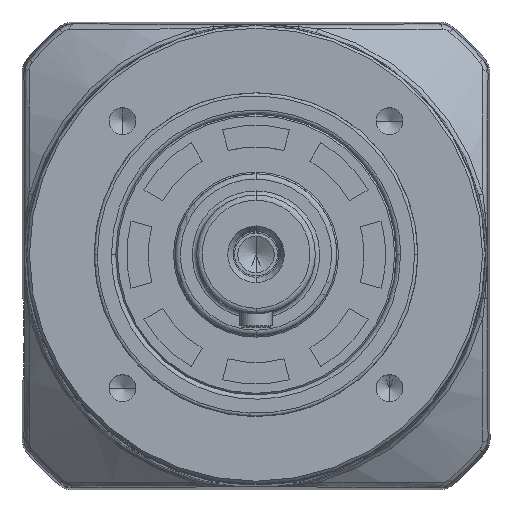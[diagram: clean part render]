
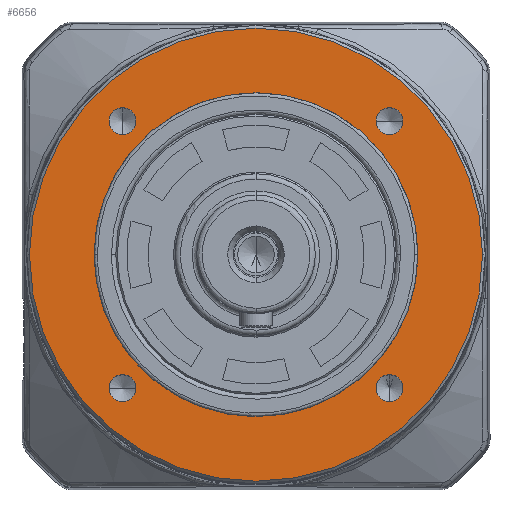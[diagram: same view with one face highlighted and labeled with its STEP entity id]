
A CAD part, top view. The second image highlights one B-rep face of the part: STEP entity #6656.
In plain terms, the highlighted planar face has unit normal (0, 0, 1).
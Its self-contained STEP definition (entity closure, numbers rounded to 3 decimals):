
#893 = CARTESIAN_POINT ( 'NONE',  ( -42., 0., 41.5 ) ) ;
#1270 = VERTEX_POINT ( 'NONE', #37791 ) ;
#1885 = VERTEX_POINT ( 'NONE', #21921 ) ;
#2003 = EDGE_CURVE ( 'NONE', #1885, #30856, #4840, .T. ) ;
#2206 = CARTESIAN_POINT ( 'NONE',  ( 0., 0., 41.5 ) ) ;
#3294 = CARTESIAN_POINT ( 'NONE',  ( 0., 0., 41.5 ) ) ;
#3757 = EDGE_LOOP ( 'NONE', ( #51275, #48599 ) ) ;
#4588 = AXIS2_PLACEMENT_3D ( 'NONE', #12562, #40758, #16678 ) ;
#4840 = CIRCLE ( 'NONE', #43612, 2.5 ) ;
#4853 = EDGE_LOOP ( 'NONE', ( #43791, #11386 ) ) ;
#5728 = CIRCLE ( 'NONE', #21114, 2.5 ) ;
#6281 = DIRECTION ( 'NONE',  ( 0., 0., 1. ) ) ;
#6656 = ADVANCED_FACE ( 'NONE', ( #33324, #33515, #32711, #33569, #33472, #33620 ), #27211, .T. ) ;
#6948 = VERTEX_POINT ( 'NONE', #893 ) ;
#7373 = DIRECTION ( 'NONE',  ( -1., 0., 0. ) ) ;
#8349 = EDGE_LOOP ( 'NONE', ( #18897, #26362 ) ) ;
#8542 = ORIENTED_EDGE ( 'NONE', *, *, #32787, .T. ) ;
#10285 = DIRECTION ( 'NONE',  ( 1., 0., 0. ) ) ;
#10293 = DIRECTION ( 'NONE',  ( 0., 0., -1. ) ) ;
#10345 = CARTESIAN_POINT ( 'NONE',  ( 24.749, -24.749, 41.5 ) ) ;
#10905 = DIRECTION ( 'NONE',  ( 1., 0., 0. ) ) ;
#11245 = VERTEX_POINT ( 'NONE', #45252 ) ;
#11341 = VERTEX_POINT ( 'NONE', #36273 ) ;
#11386 = ORIENTED_EDGE ( 'NONE', *, *, #42608, .F. ) ;
#12288 = AXIS2_PLACEMENT_3D ( 'NONE', #10345, #10293, #10285 ) ;
#12562 = CARTESIAN_POINT ( 'NONE',  ( 0., 0., 41.5 ) ) ;
#12601 = CIRCLE ( 'NONE', #12288, 2.5 ) ;
#12947 = CARTESIAN_POINT ( 'NONE',  ( 0., 0., 41.5 ) ) ;
#14378 = EDGE_CURVE ( 'NONE', #1270, #48343, #5728, .T. ) ;
#14384 = CARTESIAN_POINT ( 'NONE',  ( -24.749, -24.749, 41.5 ) ) ;
#15367 = AXIS2_PLACEMENT_3D ( 'NONE', #42371, #42363, #42300 ) ;
#15525 = CIRCLE ( 'NONE', #4588, 42. ) ;
#15736 = AXIS2_PLACEMENT_3D ( 'NONE', #39193, #39183, #39074 ) ;
#16388 = CIRCLE ( 'NONE', #37420, 30. ) ;
#16678 = DIRECTION ( 'NONE',  ( -1., 0., 0. ) ) ;
#17077 = DIRECTION ( 'NONE',  ( 1., 0., 0. ) ) ;
#17161 = AXIS2_PLACEMENT_3D ( 'NONE', #14384, #42546, #18522 ) ;
#18522 = DIRECTION ( 'NONE',  ( 1., 0., 0. ) ) ;
#18897 = ORIENTED_EDGE ( 'NONE', *, *, #2003, .T. ) ;
#19585 = CIRCLE ( 'NONE', #15736, 2.5 ) ;
#19673 = DIRECTION ( 'NONE',  ( 1., 0., 0. ) ) ;
#19734 = DIRECTION ( 'NONE',  ( 0., 0., -1. ) ) ;
#19743 = CARTESIAN_POINT ( 'NONE',  ( -24.749, 24.749, 41.5 ) ) ;
#19986 = AXIS2_PLACEMENT_3D ( 'NONE', #3294, #31755, #7373 ) ;
#21114 = AXIS2_PLACEMENT_3D ( 'NONE', #24090, #23980, #10905 ) ;
#21921 = CARTESIAN_POINT ( 'NONE',  ( -22.249, 24.749, 41.5 ) ) ;
#23048 = ORIENTED_EDGE ( 'NONE', *, *, #35562, .T. ) ;
#23780 = ORIENTED_EDGE ( 'NONE', *, *, #36412, .T. ) ;
#23980 = DIRECTION ( 'NONE',  ( 0., 0., -1. ) ) ;
#24090 = CARTESIAN_POINT ( 'NONE',  ( 24.749, 24.749, 41.5 ) ) ;
#24595 = ORIENTED_EDGE ( 'NONE', *, *, #51064, .T. ) ;
#26015 = CIRCLE ( 'NONE', #19986, 42. ) ;
#26362 = ORIENTED_EDGE ( 'NONE', *, *, #34624, .T. ) ;
#27211 = PLANE ( 'NONE',  #32219 ) ;
#27305 = EDGE_CURVE ( 'NONE', #32751, #48610, #49046, .T. ) ;
#28088 = AXIS2_PLACEMENT_3D ( 'NONE', #40341, #40329, #40290 ) ;
#28496 = DIRECTION ( 'NONE',  ( 1., 0., 0. ) ) ;
#28510 = DIRECTION ( 'NONE',  ( 0., 0., -1. ) ) ;
#28568 = CARTESIAN_POINT ( 'NONE',  ( 24.749, 24.749, 41.5 ) ) ;
#28855 = CIRCLE ( 'NONE', #31246, 2.5 ) ;
#28972 = AXIS2_PLACEMENT_3D ( 'NONE', #45689, #45682, #45628 ) ;
#30461 = EDGE_LOOP ( 'NONE', ( #33739, #32145 ) ) ;
#30856 = VERTEX_POINT ( 'NONE', #32973 ) ;
#31103 = EDGE_LOOP ( 'NONE', ( #24595, #8542 ) ) ;
#31246 = AXIS2_PLACEMENT_3D ( 'NONE', #28568, #28510, #28496 ) ;
#31444 = EDGE_CURVE ( 'NONE', #48343, #1270, #28855, .T. ) ;
#31755 = DIRECTION ( 'NONE',  ( 0., 0., -1. ) ) ;
#31869 = CIRCLE ( 'NONE', #28972, 2.5 ) ;
#32145 = ORIENTED_EDGE ( 'NONE', *, *, #31444, .T. ) ;
#32219 = AXIS2_PLACEMENT_3D ( 'NONE', #2206, #6281, #42286 ) ;
#32711 = FACE_BOUND ( 'NONE', #30461, .T. ) ;
#32751 = VERTEX_POINT ( 'NONE', #47523 ) ;
#32787 = EDGE_CURVE ( 'NONE', #37324, #11245, #31869, .T. ) ;
#32827 = CARTESIAN_POINT ( 'NONE',  ( -30., 0., 41.5 ) ) ;
#32973 = CARTESIAN_POINT ( 'NONE',  ( -27.249, 24.749, 41.5 ) ) ;
#33324 = FACE_BOUND ( 'NONE', #3757, .T. ) ;
#33359 = CARTESIAN_POINT ( 'NONE',  ( 27.249, -24.749, 41.5 ) ) ;
#33472 = FACE_BOUND ( 'NONE', #31103, .T. ) ;
#33515 = FACE_OUTER_BOUND ( 'NONE', #4853, .T. ) ;
#33569 = FACE_BOUND ( 'NONE', #47598, .T. ) ;
#33620 = FACE_BOUND ( 'NONE', #8349, .T. ) ;
#33739 = ORIENTED_EDGE ( 'NONE', *, *, #14378, .T. ) ;
#34228 = CARTESIAN_POINT ( 'NONE',  ( -27.249, -24.749, 41.5 ) ) ;
#34369 = VERTEX_POINT ( 'NONE', #47780 ) ;
#34624 = EDGE_CURVE ( 'NONE', #30856, #1885, #39216, .T. ) ;
#35562 = EDGE_CURVE ( 'NONE', #11341, #37901, #12601, .T. ) ;
#36273 = CARTESIAN_POINT ( 'NONE',  ( 22.249, -24.749, 41.5 ) ) ;
#36412 = EDGE_CURVE ( 'NONE', #37901, #11341, #19585, .T. ) ;
#37324 = VERTEX_POINT ( 'NONE', #34228 ) ;
#37420 = AXIS2_PLACEMENT_3D ( 'NONE', #12947, #41143, #17077 ) ;
#37791 = CARTESIAN_POINT ( 'NONE',  ( 27.249, 24.749, 41.5 ) ) ;
#37901 = VERTEX_POINT ( 'NONE', #33359 ) ;
#37925 = CARTESIAN_POINT ( 'NONE',  ( 22.249, 24.749, 41.5 ) ) ;
#38965 = CIRCLE ( 'NONE', #17161, 2.5 ) ;
#39074 = DIRECTION ( 'NONE',  ( 1., 0., 0. ) ) ;
#39183 = DIRECTION ( 'NONE',  ( 0., 0., -1. ) ) ;
#39193 = CARTESIAN_POINT ( 'NONE',  ( 24.749, -24.749, 41.5 ) ) ;
#39216 = CIRCLE ( 'NONE', #15367, 2.5 ) ;
#40290 = DIRECTION ( 'NONE',  ( 1., 0., 0. ) ) ;
#40329 = DIRECTION ( 'NONE',  ( 0., 0., -1. ) ) ;
#40341 = CARTESIAN_POINT ( 'NONE',  ( 0., 0., 41.5 ) ) ;
#40758 = DIRECTION ( 'NONE',  ( 0., 0., -1. ) ) ;
#41143 = DIRECTION ( 'NONE',  ( 0., 0., -1. ) ) ;
#42286 = DIRECTION ( 'NONE',  ( 1., 0., 0. ) ) ;
#42300 = DIRECTION ( 'NONE',  ( 1., 0., 0. ) ) ;
#42363 = DIRECTION ( 'NONE',  ( 0., 0., -1. ) ) ;
#42371 = CARTESIAN_POINT ( 'NONE',  ( -24.749, 24.749, 41.5 ) ) ;
#42546 = DIRECTION ( 'NONE',  ( 0., 0., -1. ) ) ;
#42608 = EDGE_CURVE ( 'NONE', #34369, #6948, #15525, .T. ) ;
#42965 = EDGE_CURVE ( 'NONE', #6948, #34369, #26015, .T. ) ;
#43612 = AXIS2_PLACEMENT_3D ( 'NONE', #19743, #19734, #19673 ) ;
#43791 = ORIENTED_EDGE ( 'NONE', *, *, #42965, .F. ) ;
#45252 = CARTESIAN_POINT ( 'NONE',  ( -22.249, -24.749, 41.5 ) ) ;
#45628 = DIRECTION ( 'NONE',  ( 1., 0., 0. ) ) ;
#45682 = DIRECTION ( 'NONE',  ( 0., 0., -1. ) ) ;
#45689 = CARTESIAN_POINT ( 'NONE',  ( -24.749, -24.749, 41.5 ) ) ;
#47523 = CARTESIAN_POINT ( 'NONE',  ( 30., 0., 41.5 ) ) ;
#47598 = EDGE_LOOP ( 'NONE', ( #23780, #23048 ) ) ;
#47780 = CARTESIAN_POINT ( 'NONE',  ( 42., 0., 41.5 ) ) ;
#48343 = VERTEX_POINT ( 'NONE', #37925 ) ;
#48599 = ORIENTED_EDGE ( 'NONE', *, *, #49778, .T. ) ;
#48610 = VERTEX_POINT ( 'NONE', #32827 ) ;
#49046 = CIRCLE ( 'NONE', #28088, 30. ) ;
#49778 = EDGE_CURVE ( 'NONE', #48610, #32751, #16388, .T. ) ;
#51064 = EDGE_CURVE ( 'NONE', #11245, #37324, #38965, .T. ) ;
#51275 = ORIENTED_EDGE ( 'NONE', *, *, #27305, .T. ) ;
